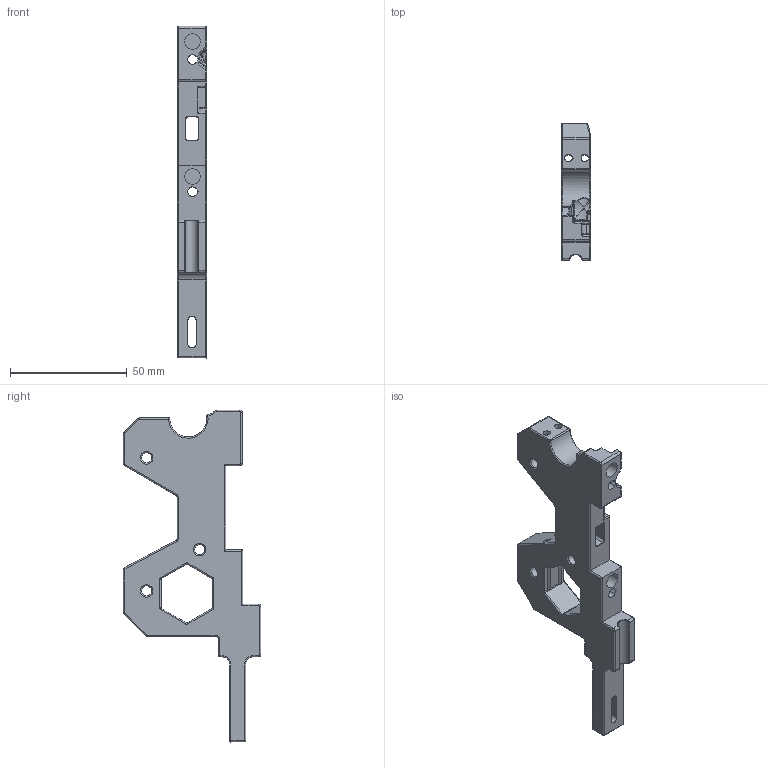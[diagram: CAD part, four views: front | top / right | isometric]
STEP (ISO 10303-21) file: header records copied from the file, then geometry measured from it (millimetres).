
FILE_DESCRIPTION(/* description */ (''),/* implementation_level */ '2;1');
FILE_NAME(/* name */ 'dock.step',/* time_stamp */ '2024-05-31T17:11:21+08:00',/* author */ (''),/* organization */ (''),/* preprocessor_version */ 'ST-DEVELOPER v20',/* originating_system */ 'Autodesk Translation Framework v13.14.0.145',/* authorisation */ '');
FILE_SCHEMA (('AUTOMOTIVE_DESIGN { 1 0 10303 214 3 1 1 }'));
Length unit declared in the file: millimetre
Products named in the file (4): Daksh_V2ool_Dock_RD_v3; Dock; Printed Parts (6); dock body (1)
Assembly tree (3 placements, depth 4):
  Daksh_V2ool_Dock_RD_v3
    Dock
      Printed Parts (6)
        dock body (1)
Bounding box: 12.51 x 58.98 x 142.33 mm (x, y, z)
Volume: 39874.2 mm3; surface area: 17621.5 mm2
Topology: 1 solids, 1 shells, 459 faces, 1115 edges, 646 vertices
Faces by surface type: cylinder 172, bspline 111, plane 88, torus 41, sphere 33, cone 14
Full cylindrical faces by diameter (mm): 4 x1, 4.4 x3, 6 x1, 6.1 x2, 6.7 x2
Entity records: 17137 total; most frequent: CARTESIAN_POINT 6647, ORIENTED_EDGE 2212, DIRECTION 2157, EDGE_CURVE 1106, AXIS2_PLACEMENT_3D 861, VERTEX_POINT 646, EDGE_LOOP 494, FACE_OUTER_BOUND 459
